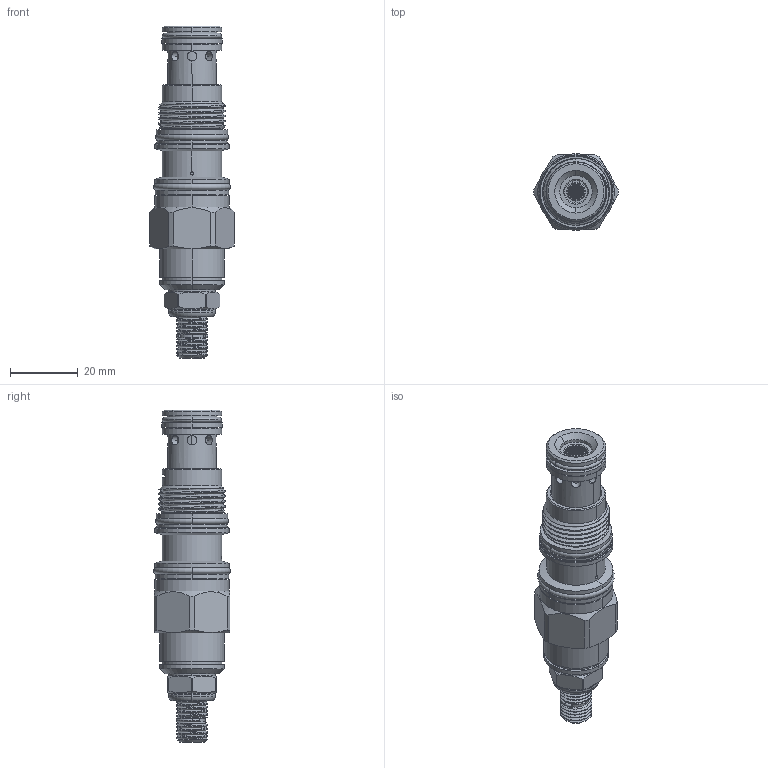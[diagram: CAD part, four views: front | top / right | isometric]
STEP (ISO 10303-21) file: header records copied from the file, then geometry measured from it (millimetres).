
FILE_DESCRIPTION (( 'STEP AP203' ), '1' );
FILE_NAME ('SQ11A30-L.STEP', '2020-03-25T02:00:51', ( '' ), ( '' ), 'SwSTEP 2.0', 'SolidWorks 2018', '' );
FILE_SCHEMA (( 'CONFIG_CONTROL_DESIGN' ));
Products named in the file (1): SQ11A30-L
Bounding box: 24.79 x 22.55 x 97.74 mm (x, y, z)
Volume: 23985.1 mm3; surface area: 9310.5 mm2
Topology: 5 solids, 5 shells, 698 faces, 1921 edges, 1227 vertices
Faces by surface type: cylinder 543, plane 59, cone 53, torus 34, bspline 5, sphere 4
Entity records: 52630 total; most frequent: CARTESIAN_POINT 35753, ORIENTED_EDGE 3838, DIRECTION 2698, EDGE_CURVE 1919, VERTEX_POINT 1227, EDGE_LOOP 1096, AXIS2_PLACEMENT_3D 1034, B_SPLINE_CURVE_WITH_KNOTS 889
